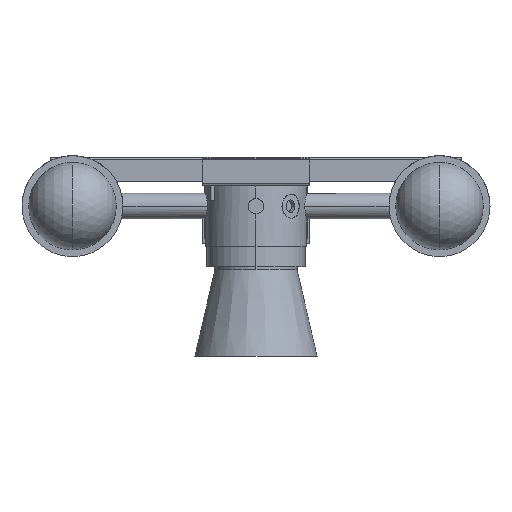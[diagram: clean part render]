
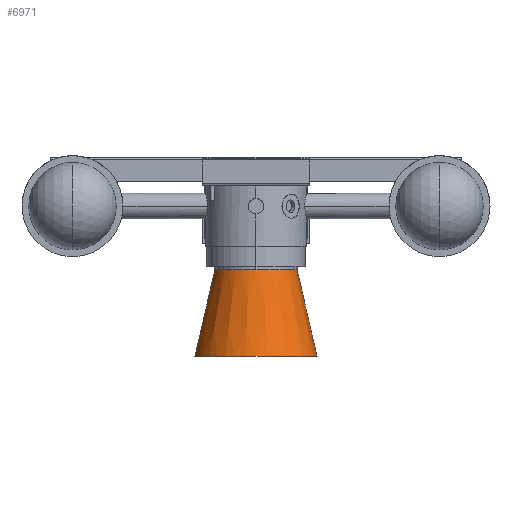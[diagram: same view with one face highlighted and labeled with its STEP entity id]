
A CAD part, front view. The second image highlights one B-rep face of the part: STEP entity #6971.
In plain terms, the highlighted conical face has half-angle 13.047 degrees and reference radius 90.8 mm.
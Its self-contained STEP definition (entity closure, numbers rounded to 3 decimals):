
#401 = DIRECTION ( 'NONE',  ( 0., 0., 1. ) ) ;
#454 = AXIS2_PLACEMENT_3D ( 'NONE', #6776, #1686, #3956 ) ;
#587 = CARTESIAN_POINT ( 'NONE',  ( 0., 134.566, -165.144 ) ) ;
#770 = ORIENTED_EDGE ( 'NONE', *, *, #7191, .F. ) ;
#996 = CARTESIAN_POINT ( 'NONE',  ( 90.8, 134.566, -293.744 ) ) ;
#1168 = AXIS2_PLACEMENT_3D ( 'NONE', #5493, #401, #2670 ) ;
#1636 = AXIS2_PLACEMENT_3D ( 'NONE', #587, #2855, #5127 ) ;
#1678 = CARTESIAN_POINT ( 'NONE',  ( -90.8, 134.566, -293.744 ) ) ;
#1686 = DIRECTION ( 'NONE',  ( 0., 0., -1. ) ) ;
#1841 = DIRECTION ( 'NONE',  ( 0., 0., -1. ) ) ;
#2010 = ORIENTED_EDGE ( 'NONE', *, *, #6239, .T. ) ;
#2158 = VECTOR ( 'NONE', #3948, 1000. ) ;
#2625 = EDGE_LOOP ( 'NONE', ( #770, #2010, #6569, #6089, #3958 ) ) ;
#2670 = DIRECTION ( 'NONE',  ( 1., 0., 0. ) ) ;
#2855 = DIRECTION ( 'NONE',  ( 0., 0., -1. ) ) ;
#2989 = VERTEX_POINT ( 'NONE', #3618 ) ;
#3212 = CIRCLE ( 'NONE', #6806, 61. ) ;
#3270 = DIRECTION ( 'NONE',  ( 0.226, 0., -0.974 ) ) ;
#3476 = CARTESIAN_POINT ( 'NONE',  ( 61., 134.566, -165.144 ) ) ;
#3618 = CARTESIAN_POINT ( 'NONE',  ( 90.8, 134.566, -293.744 ) ) ;
#3891 = CIRCLE ( 'NONE', #1168, 90.8 ) ;
#3948 = DIRECTION ( 'NONE',  ( -0.226, 0., -0.974 ) ) ;
#3956 = DIRECTION ( 'NONE',  ( -1., 0., 0. ) ) ;
#3958 = ORIENTED_EDGE ( 'NONE', *, *, #6182, .T. ) ;
#4110 = DIRECTION ( 'NONE',  ( 0., 1., 0. ) ) ;
#4237 = EDGE_CURVE ( 'NONE', #6608, #6612, #6770, .T. ) ;
#4472 = VERTEX_POINT ( 'NONE', #5460 ) ;
#4512 = FACE_OUTER_BOUND ( 'NONE', #2625, .T. ) ;
#4599 = CARTESIAN_POINT ( 'NONE',  ( -61., 134.566, -165.144 ) ) ;
#4620 = CONICAL_SURFACE ( 'NONE', #454, 90.8, 0.228 ) ;
#4737 = VECTOR ( 'NONE', #3270, 1000. ) ;
#4841 = CIRCLE ( 'NONE', #1636, 61. ) ;
#5059 = EDGE_CURVE ( 'Defeatured_0_104+Defeatured_0_101+Defeatured_0_101+Defeatured_0_101', #4472, #6608, #3212, .T. ) ;
#5127 = DIRECTION ( 'NONE',  ( 0., 1., 0. ) ) ;
#5460 = CARTESIAN_POINT ( 'NONE',  ( 0., 73.566, -165.144 ) ) ;
#5493 = CARTESIAN_POINT ( 'NONE',  ( 0., 134.566, -293.744 ) ) ;
#6086 = LINE ( 'NONE', #996, #4737 ) ;
#6089 = ORIENTED_EDGE ( 'NONE', *, *, #4237, .T. ) ;
#6182 = EDGE_CURVE ( 'Defeatured_0_104+Defeatured_0_103+Defeatured_0_103+Defeatured_0_103', #6612, #2989, #3891, .T. ) ;
#6239 = EDGE_CURVE ( 'Defeatured_0_104+Defeatured_0_101+Defeatured_0_101+Defeatured_0_101', #6622, #4472, #4841, .T. ) ;
#6299 = CARTESIAN_POINT ( 'NONE',  ( -90.8, 134.566, -293.744 ) ) ;
#6569 = ORIENTED_EDGE ( 'NONE', *, *, #5059, .T. ) ;
#6608 = VERTEX_POINT ( 'NONE', #4599 ) ;
#6612 = VERTEX_POINT ( 'NONE', #6299 ) ;
#6622 = VERTEX_POINT ( 'NONE', #3476 ) ;
#6770 = LINE ( 'NONE', #1678, #2158 ) ;
#6776 = CARTESIAN_POINT ( 'NONE',  ( 0., 134.566, -293.744 ) ) ;
#6806 = AXIS2_PLACEMENT_3D ( 'NONE', #6930, #1841, #4110 ) ;
#6930 = CARTESIAN_POINT ( 'NONE',  ( 0., 134.566, -165.144 ) ) ;
#6971 = ADVANCED_FACE ( 'Defeatured_0_104', ( #4512 ), #4620, .T. ) ;
#7191 = EDGE_CURVE ( 'NONE', #6622, #2989, #6086, .T. ) ;
